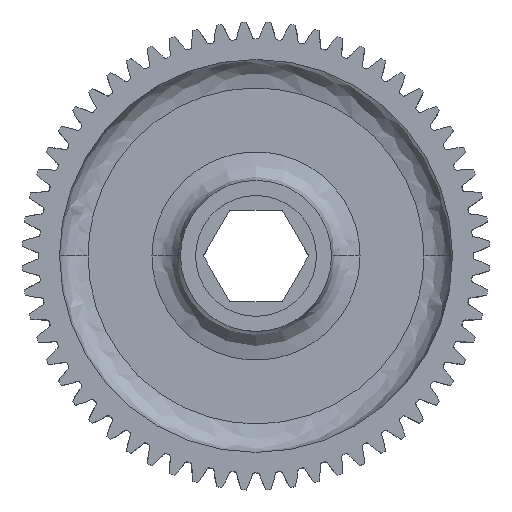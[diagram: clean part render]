
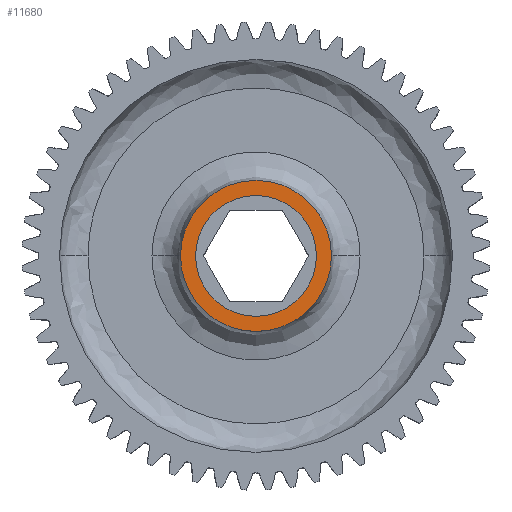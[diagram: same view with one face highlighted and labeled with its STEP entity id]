
A CAD part, top view. The second image highlights one B-rep face of the part: STEP entity #11680.
In plain terms, the highlighted planar face has unit normal (0, 0, 1).
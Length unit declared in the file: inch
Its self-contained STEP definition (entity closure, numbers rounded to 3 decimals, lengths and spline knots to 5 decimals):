
#81 = DIRECTION ( 'NONE',  ( 0., 0., 1. ) ) ;
#649 = CIRCLE ( 'NONE', #9482, 0.3125 ) ;
#1223 = DIRECTION ( 'NONE',  ( 0., 0., 1. ) ) ;
#1610 = CARTESIAN_POINT ( 'NONE',  ( -0.25, 0., 0.21875 ) ) ;
#1897 = ORIENTED_EDGE ( 'NONE', *, *, #21643, .F. ) ;
#2427 = DIRECTION ( 'NONE',  ( 1., 0., 0. ) ) ;
#2546 = ORIENTED_EDGE ( 'NONE', *, *, #6483, .F. ) ;
#2870 = CARTESIAN_POINT ( 'NONE',  ( 0., 0., 0.21875 ) ) ;
#3045 = FACE_OUTER_BOUND ( 'NONE', #12721, .T. ) ;
#3825 = AXIS2_PLACEMENT_3D ( 'NONE', #2870, #1223, #2427 ) ;
#3934 = DIRECTION ( 'NONE',  ( 0., 0., -1. ) ) ;
#4906 = CIRCLE ( 'NONE', #6679, 0.25 ) ;
#6483 = EDGE_CURVE ( 'NONE', #19312, #18976, #12299, .T. ) ;
#6587 = DIRECTION ( 'NONE',  ( -1., 0., 0. ) ) ;
#6679 = AXIS2_PLACEMENT_3D ( 'NONE', #8681, #81, #20499 ) ;
#6806 = EDGE_CURVE ( 'NONE', #18976, #19312, #4906, .T. ) ;
#6954 = ORIENTED_EDGE ( 'NONE', *, *, #6806, .F. ) ;
#7088 = DIRECTION ( 'NONE',  ( 1., 0., 0. ) ) ;
#7115 = CARTESIAN_POINT ( 'NONE',  ( 0.25, 0., 0.21875 ) ) ;
#7417 = EDGE_CURVE ( 'NONE', #18129, #11530, #649, .T. ) ;
#7652 = CARTESIAN_POINT ( 'NONE',  ( 0.3125, 0., 0.21875 ) ) ;
#8457 = DIRECTION ( 'NONE',  ( 0., 0., -1. ) ) ;
#8681 = CARTESIAN_POINT ( 'NONE',  ( 0., 0., 0.21875 ) ) ;
#9135 = DIRECTION ( 'NONE',  ( 1., 0., 0. ) ) ;
#9482 = AXIS2_PLACEMENT_3D ( 'NONE', #17123, #13717, #7088 ) ;
#9678 = CARTESIAN_POINT ( 'NONE',  ( 0., 0., 0.21875 ) ) ;
#9790 = FACE_BOUND ( 'NONE', #13169, .T. ) ;
#10011 = AXIS2_PLACEMENT_3D ( 'NONE', #12239, #3934, #9135 ) ;
#10628 = ORIENTED_EDGE ( 'NONE', *, *, #7417, .F. ) ;
#11358 = AXIS2_PLACEMENT_3D ( 'NONE', #9678, #8457, #6587 ) ;
#11530 = VERTEX_POINT ( 'NONE', #19662 ) ;
#11680 = ADVANCED_FACE ( 'NONE', ( #3045, #9790 ), #11779, .F. ) ;
#11779 = PLANE ( 'NONE',  #11358 ) ;
#12239 = CARTESIAN_POINT ( 'NONE',  ( 0., 0., 0.21875 ) ) ;
#12299 = CIRCLE ( 'NONE', #3825, 0.25 ) ;
#12721 = EDGE_LOOP ( 'NONE', ( #10628, #1897 ) ) ;
#13169 = EDGE_LOOP ( 'NONE', ( #6954, #2546 ) ) ;
#13717 = DIRECTION ( 'NONE',  ( 0., 0., -1. ) ) ;
#15631 = CIRCLE ( 'NONE', #10011, 0.3125 ) ;
#17123 = CARTESIAN_POINT ( 'NONE',  ( 0., 0., 0.21875 ) ) ;
#18129 = VERTEX_POINT ( 'NONE', #7652 ) ;
#18976 = VERTEX_POINT ( 'NONE', #7115 ) ;
#19312 = VERTEX_POINT ( 'NONE', #1610 ) ;
#19662 = CARTESIAN_POINT ( 'NONE',  ( -0.3125, 0., 0.21875 ) ) ;
#20499 = DIRECTION ( 'NONE',  ( 1., 0., 0. ) ) ;
#21643 = EDGE_CURVE ( 'NONE', #11530, #18129, #15631, .T. ) ;
